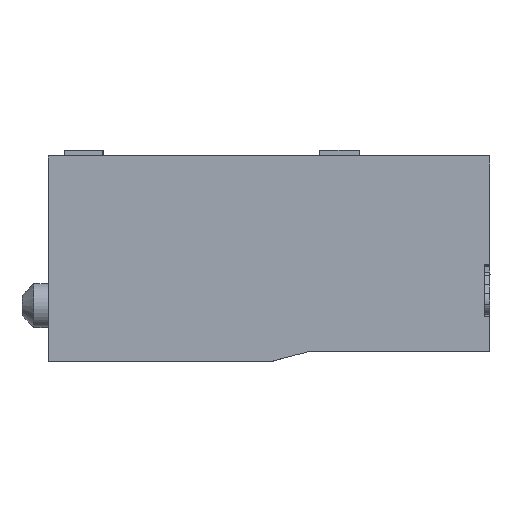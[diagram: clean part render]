
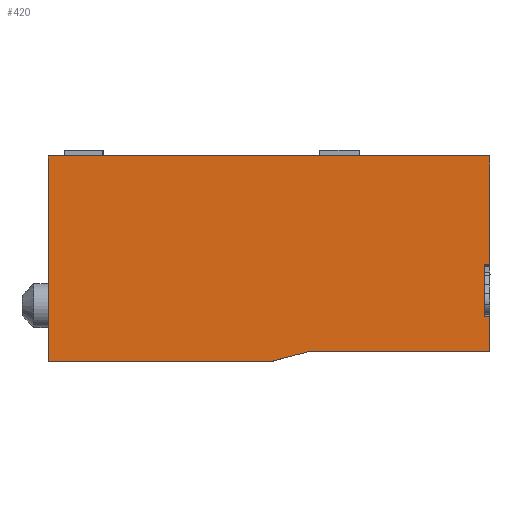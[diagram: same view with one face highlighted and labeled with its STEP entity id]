
A CAD part, left-side view. The second image highlights one B-rep face of the part: STEP entity #420.
In plain terms, the highlighted planar face has unit normal (-1, 0, 0).
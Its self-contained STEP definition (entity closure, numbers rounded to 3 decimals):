
#226=PLANE('',#4110);
#420=ADVANCED_FACE('',(#654),#226,.T.);
#654=FACE_OUTER_BOUND('',#874,.T.);
#874=EDGE_LOOP('',(#2709,#2710,#2711,#2712,#2713,#2714,#2715,#2716,#2717,
#2718));
#1269=LINE('',#6187,#1684);
#1272=LINE('',#6193,#1687);
#1274=LINE('',#6197,#1689);
#1277=LINE('',#6203,#1692);
#1282=LINE('',#6213,#1697);
#1285=LINE('',#6220,#1700);
#1286=LINE('',#6221,#1701);
#1289=LINE('',#6227,#1704);
#1291=LINE('',#6231,#1706);
#1292=LINE('',#6233,#1707);
#1684=VECTOR('',#5094,1.);
#1687=VECTOR('',#5099,1.);
#1689=VECTOR('',#5103,1.);
#1692=VECTOR('',#5108,1.);
#1697=VECTOR('',#5119,1.);
#1700=VECTOR('',#5124,1.);
#1701=VECTOR('',#5125,1.);
#1704=VECTOR('',#5130,1.);
#1706=VECTOR('',#5134,1.);
#1707=VECTOR('',#5135,1.);
#2709=ORIENTED_EDGE('',*,*,#3652,.T.);
#2710=ORIENTED_EDGE('',*,*,#3650,.T.);
#2711=ORIENTED_EDGE('',*,*,#3647,.F.);
#2712=ORIENTED_EDGE('',*,*,#3630,.T.);
#2713=ORIENTED_EDGE('',*,*,#3633,.F.);
#2714=ORIENTED_EDGE('',*,*,#3635,.T.);
#2715=ORIENTED_EDGE('',*,*,#3638,.T.);
#2716=ORIENTED_EDGE('',*,*,#3643,.T.);
#2717=ORIENTED_EDGE('',*,*,#3646,.F.);
#2718=ORIENTED_EDGE('',*,*,#3653,.T.);
#3112=VERTEX_POINT('',#6186);
#3113=VERTEX_POINT('',#6188);
#3114=VERTEX_POINT('',#6192);
#3115=VERTEX_POINT('',#6196);
#3117=VERTEX_POINT('',#6202);
#3119=VERTEX_POINT('',#6212);
#3122=VERTEX_POINT('',#6219);
#3123=VERTEX_POINT('',#6222);
#3125=VERTEX_POINT('',#6228);
#3126=VERTEX_POINT('',#6232);
#3630=EDGE_CURVE('',#3113,#3112,#1269,.T.);
#3633=EDGE_CURVE('',#3114,#3112,#1272,.T.);
#3635=EDGE_CURVE('',#3114,#3115,#1274,.T.);
#3638=EDGE_CURVE('',#3115,#3117,#1277,.T.);
#3643=EDGE_CURVE('',#3117,#3119,#1282,.T.);
#3646=EDGE_CURVE('',#3122,#3119,#1285,.T.);
#3647=EDGE_CURVE('',#3113,#3123,#1286,.T.);
#3650=EDGE_CURVE('',#3125,#3123,#1289,.T.);
#3652=EDGE_CURVE('',#3126,#3125,#1291,.T.);
#3653=EDGE_CURVE('',#3122,#3126,#1292,.T.);
#4110=AXIS2_PLACEMENT_3D('',#6234,#5136,#5137);
#5094=DIRECTION('',(0.,1.,0.));
#5099=DIRECTION('',(0.,0.,1.));
#5103=DIRECTION('',(0.,-1.,0.));
#5108=DIRECTION('',(0.,-0.966,0.259));
#5119=DIRECTION('',(0.,-1.,0.));
#5124=DIRECTION('',(0.,0.,-1.));
#5125=DIRECTION('',(0.,0.,-1.));
#5130=DIRECTION('',(0.,-1.,0.));
#5134=DIRECTION('',(0.,0.,1.));
#5135=DIRECTION('',(0.,1.,0.));
#5136=DIRECTION('',(-1.,0.,0.));
#5137=DIRECTION('',(0.,-1.,0.));
#6186=CARTESIAN_POINT('',(0.,0.,8.67));
#6187=CARTESIAN_POINT('',(0.,-18.6,8.67));
#6188=CARTESIAN_POINT('',(0.,-18.6,8.67));
#6192=CARTESIAN_POINT('',(0.,0.,0.));
#6193=CARTESIAN_POINT('',(0.,0.,0.));
#6196=CARTESIAN_POINT('',(0.,-9.333,0.));
#6197=CARTESIAN_POINT('',(0.,0.,0.));
#6202=CARTESIAN_POINT('',(0.,-10.9,0.42));
#6203=CARTESIAN_POINT('',(0.,-9.333,0.));
#6212=CARTESIAN_POINT('',(0.,-18.6,0.42));
#6213=CARTESIAN_POINT('',(0.,-10.9,0.42));
#6219=CARTESIAN_POINT('',(0.,-18.6,1.92));
#6220=CARTESIAN_POINT('',(0.,-18.6,1.92));
#6221=CARTESIAN_POINT('',(0.,-18.6,8.67));
#6222=CARTESIAN_POINT('',(0.,-18.6,4.12));
#6227=CARTESIAN_POINT('',(0.,-18.35,4.12));
#6228=CARTESIAN_POINT('',(0.,-18.35,4.12));
#6231=CARTESIAN_POINT('',(0.,-18.35,1.92));
#6232=CARTESIAN_POINT('',(0.,-18.35,1.92));
#6233=CARTESIAN_POINT('',(0.,-18.6,1.92));
#6234=CARTESIAN_POINT('',(0.,0.,0.));
